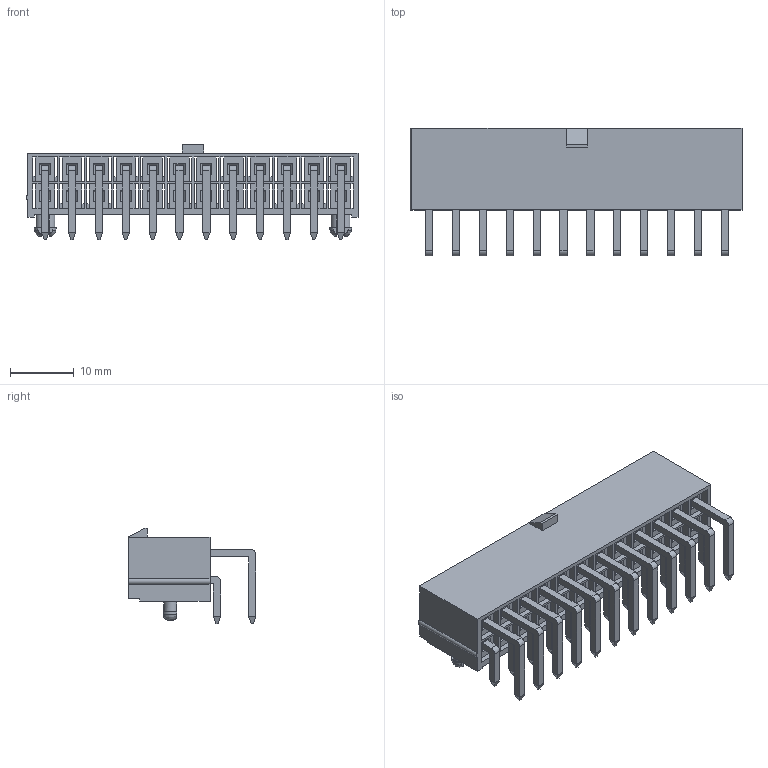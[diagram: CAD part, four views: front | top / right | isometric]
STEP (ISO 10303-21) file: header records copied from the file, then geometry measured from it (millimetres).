
FILE_DESCRIPTION(/* description */ ('Unknown'),/* implementation_level */ '2;1');
FILE_NAME(/* name */ 'J_Wurth_WR-MPC4_649024227222',/* time_stamp */ '2025-06-17T10:24:27+08:00',/* author */ ('Unknown'),/* organization */ ('Unknown'),/* preprocessor_version */ 'ST-DEVELOPER v19.4',/* originating_system */ 'Solid Edge',/* authorisation */ 'Unknown');
FILE_SCHEMA (('AUTOMOTIVE_DESIGN {1 0 10303 214 3 1 1}'));
Length unit declared in the file: millimetre
Products named in the file (2): J_Wurth_WR-MPC4_649024227222
Assembly tree (1 placements, depth 2):
  J_Wurth_WR-MPC4_649024227222
    J_Wurth_WR-MPC4_649024227222
Bounding box: 51.9 x 19.97 x 14.9 mm (x, y, z)
Volume: 3312 mm3; surface area: 9268.6 mm2
Topology: 1 solids, 1 shells, 903 faces, 2263 edges, 1402 vertices
Faces by surface type: plane 866, cylinder 29, bspline 8
Entity records: 33153 total; most frequent: CARTESIAN_POINT 5276, ORIENTED_EDGE 4526, DIRECTION 4063, EDGE_CURVE 2263, LINE 2161, VECTOR 2161, VERTEX_POINT 1402, EDGE_LOOP 1039
